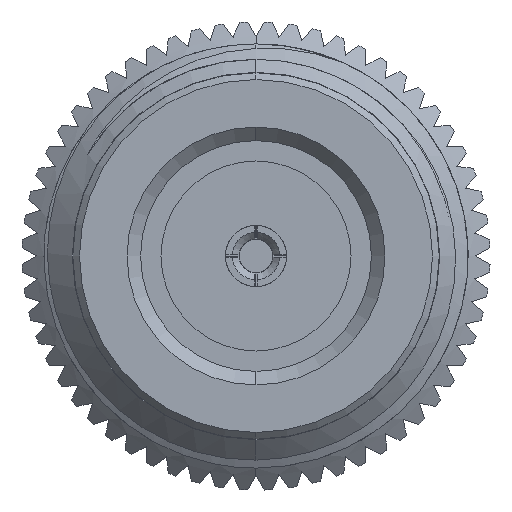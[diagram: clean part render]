
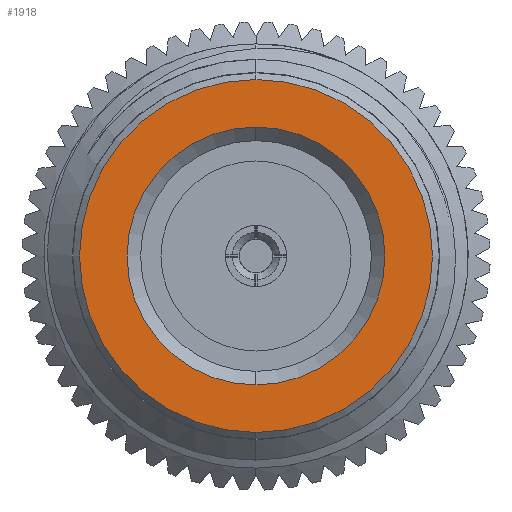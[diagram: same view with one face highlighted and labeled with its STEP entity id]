
A CAD part, left-side view. The second image highlights one B-rep face of the part: STEP entity #1918.
In plain terms, the highlighted planar face has unit normal (-1, 0, 0).
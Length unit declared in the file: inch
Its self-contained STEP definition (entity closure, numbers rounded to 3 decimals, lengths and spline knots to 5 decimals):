
#163 = EDGE_CURVE ( 'NONE', #11876, #2462, #10198, .T. ) ;
#175 = ORIENTED_EDGE ( 'NONE', *, *, #12110, .F. ) ;
#392 = EDGE_LOOP ( 'NONE', ( #175, #6517 ) ) ;
#518 = DIRECTION ( 'NONE',  ( -1., 0., 0. ) ) ;
#727 = CARTESIAN_POINT ( 'NONE',  ( 0., 0., 0. ) ) ;
#1208 = AXIS2_PLACEMENT_3D ( 'NONE', #4981, #1938, #6077 ) ;
#1818 = DIRECTION ( 'NONE',  ( 0., 0., 1. ) ) ;
#1913 = DIRECTION ( 'NONE',  ( 1., 0., 0. ) ) ;
#1918 = ADVANCED_FACE ( 'NONE', ( #6486, #3464 ), #7689, .T. ) ;
#1938 = DIRECTION ( 'NONE',  ( 1., 0., 0. ) ) ;
#2312 = CARTESIAN_POINT ( 'NONE',  ( 0., 0., 0.26 ) ) ;
#2462 = VERTEX_POINT ( 'NONE', #11062 ) ;
#3464 = FACE_OUTER_BOUND ( 'NONE', #392, .T. ) ;
#3657 = CARTESIAN_POINT ( 'NONE',  ( 0., 0., 0. ) ) ;
#4083 = AXIS2_PLACEMENT_3D ( 'NONE', #9981, #7897, #11190 ) ;
#4283 = CIRCLE ( 'NONE', #5707, 0.26 ) ;
#4385 = CARTESIAN_POINT ( 'NONE',  ( 0., 0., -0.19 ) ) ;
#4479 = EDGE_CURVE ( 'NONE', #7772, #4980, #9649, .T. ) ;
#4813 = ORIENTED_EDGE ( 'NONE', *, *, #4479, .T. ) ;
#4980 = VERTEX_POINT ( 'NONE', #4385 ) ;
#4981 = CARTESIAN_POINT ( 'NONE',  ( 0., 0., 0. ) ) ;
#5508 = DIRECTION ( 'NONE',  ( 0., 0., -1. ) ) ;
#5707 = AXIS2_PLACEMENT_3D ( 'NONE', #727, #7856, #5508 ) ;
#5856 = CARTESIAN_POINT ( 'NONE',  ( 0., 0., 0.19 ) ) ;
#6077 = DIRECTION ( 'NONE',  ( 0., 0., -1. ) ) ;
#6486 = FACE_BOUND ( 'NONE', #11124, .T. ) ;
#6517 = ORIENTED_EDGE ( 'NONE', *, *, #163, .F. ) ;
#7689 = PLANE ( 'NONE',  #9540 ) ;
#7772 = VERTEX_POINT ( 'NONE', #5856 ) ;
#7856 = DIRECTION ( 'NONE',  ( 1., 0., 0. ) ) ;
#7897 = DIRECTION ( 'NONE',  ( 1., 0., 0. ) ) ;
#8132 = EDGE_CURVE ( 'NONE', #4980, #7772, #8316, .T. ) ;
#8316 = CIRCLE ( 'NONE', #4083, 0.19 ) ;
#9540 = AXIS2_PLACEMENT_3D ( 'NONE', #3657, #518, #11792 ) ;
#9649 = CIRCLE ( 'NONE', #11298, 0.19 ) ;
#9981 = CARTESIAN_POINT ( 'NONE',  ( 0., 0., 0. ) ) ;
#10144 = CARTESIAN_POINT ( 'NONE',  ( 0., 0., 0. ) ) ;
#10198 = CIRCLE ( 'NONE', #1208, 0.26 ) ;
#10676 = ORIENTED_EDGE ( 'NONE', *, *, #8132, .T. ) ;
#11062 = CARTESIAN_POINT ( 'NONE',  ( 0., 0., -0.26 ) ) ;
#11124 = EDGE_LOOP ( 'NONE', ( #4813, #10676 ) ) ;
#11190 = DIRECTION ( 'NONE',  ( 0., 0., 1. ) ) ;
#11298 = AXIS2_PLACEMENT_3D ( 'NONE', #10144, #1913, #1818 ) ;
#11792 = DIRECTION ( 'NONE',  ( 0., 0., 1. ) ) ;
#11876 = VERTEX_POINT ( 'NONE', #2312 ) ;
#12110 = EDGE_CURVE ( 'NONE', #2462, #11876, #4283, .T. ) ;
